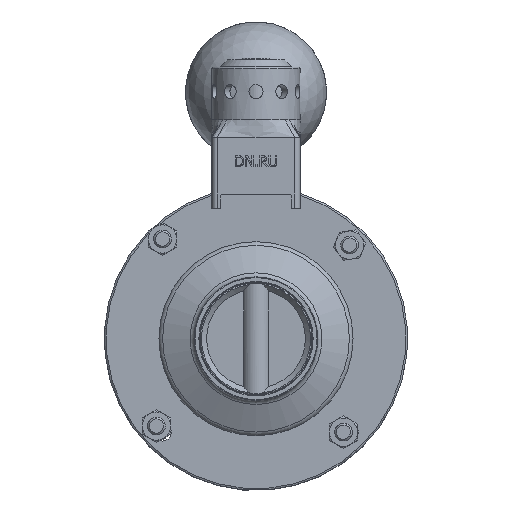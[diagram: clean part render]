
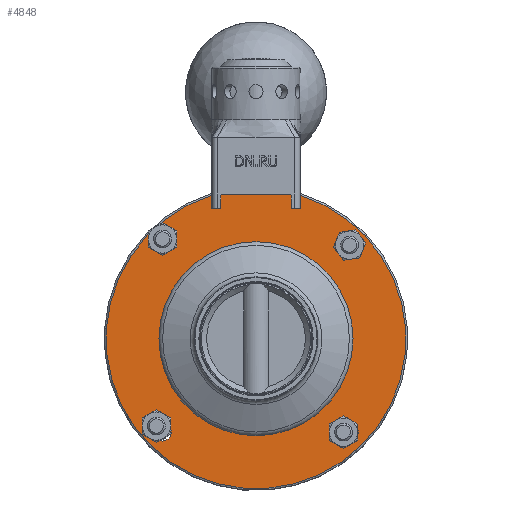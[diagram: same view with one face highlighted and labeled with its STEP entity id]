
A CAD part, top view. The second image highlights one B-rep face of the part: STEP entity #4848.
In plain terms, the highlighted planar face has unit normal (0, 0, 1).
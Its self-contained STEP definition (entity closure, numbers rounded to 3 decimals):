
#126=FACE_BOUND('',#1437,.T.);
#127=FACE_BOUND('',#1438,.T.);
#128=FACE_BOUND('',#1439,.T.);
#129=FACE_BOUND('',#1440,.T.);
#130=FACE_BOUND('',#1441,.T.);
#216=PLANE('',#5302);
#464=LINE('',#9249,#784);
#467=LINE('',#9259,#787);
#490=LINE('',#9553,#810);
#505=LINE('',#9581,#825);
#506=LINE('',#9607,#826);
#507=LINE('',#9608,#827);
#784=VECTOR('',#6102,10.);
#787=VECTOR('',#6111,10.);
#810=VECTOR('',#6160,10.);
#825=VECTOR('',#6185,10.);
#826=VECTOR('',#6204,10.);
#827=VECTOR('',#6205,10.);
#1163=FACE_OUTER_BOUND('',#1436,.T.);
#1436=EDGE_LOOP('',(#3965,#3966,#3967,#3968,#3969,#3970,#3971,#3972));
#1437=EDGE_LOOP('',(#3973));
#1438=EDGE_LOOP('',(#3974));
#1439=EDGE_LOOP('',(#3975));
#1440=EDGE_LOOP('',(#3976));
#1441=EDGE_LOOP('',(#3977));
#1759=CIRCLE('',#5221,42.5);
#1807=CIRCLE('',#5303,43.);
#1808=CIRCLE('',#5304,27.5);
#1809=CIRCLE('',#5305,2.5);
#1810=CIRCLE('',#5306,2.5);
#1811=CIRCLE('',#5307,2.5);
#1812=CIRCLE('',#5308,2.5);
#2131=VERTEX_POINT('',#8303);
#2134=VERTEX_POINT('',#8317);
#2221=VERTEX_POINT('',#9246);
#2222=VERTEX_POINT('',#9248);
#2225=VERTEX_POINT('',#9256);
#2226=VERTEX_POINT('',#9258);
#2252=VERTEX_POINT('',#9579);
#2260=VERTEX_POINT('',#9605);
#2261=VERTEX_POINT('',#9609);
#2262=VERTEX_POINT('',#9611);
#2263=VERTEX_POINT('',#9613);
#2264=VERTEX_POINT('',#9615);
#2265=VERTEX_POINT('',#9617);
#2700=EDGE_CURVE('',#2134,#2131,#1759,.T.);
#2810=EDGE_CURVE('',#2222,#2221,#464,.T.);
#2815=EDGE_CURVE('',#2226,#2225,#467,.T.);
#2848=EDGE_CURVE('',#2134,#2222,#490,.T.);
#2863=EDGE_CURVE('',#2221,#2252,#505,.T.);
#2872=EDGE_CURVE('',#2252,#2260,#1807,.T.);
#2873=EDGE_CURVE('',#2260,#2226,#506,.T.);
#2874=EDGE_CURVE('',#2225,#2131,#507,.T.);
#2875=EDGE_CURVE('',#2261,#2261,#1808,.T.);
#2876=EDGE_CURVE('',#2262,#2262,#1809,.T.);
#2877=EDGE_CURVE('',#2263,#2263,#1810,.T.);
#2878=EDGE_CURVE('',#2264,#2264,#1811,.T.);
#2879=EDGE_CURVE('',#2265,#2265,#1812,.T.);
#3965=ORIENTED_EDGE('',*,*,#2700,.F.);
#3966=ORIENTED_EDGE('',*,*,#2848,.T.);
#3967=ORIENTED_EDGE('',*,*,#2810,.T.);
#3968=ORIENTED_EDGE('',*,*,#2863,.T.);
#3969=ORIENTED_EDGE('',*,*,#2872,.T.);
#3970=ORIENTED_EDGE('',*,*,#2873,.T.);
#3971=ORIENTED_EDGE('',*,*,#2815,.T.);
#3972=ORIENTED_EDGE('',*,*,#2874,.T.);
#3973=ORIENTED_EDGE('',*,*,#2875,.T.);
#3974=ORIENTED_EDGE('',*,*,#2876,.T.);
#3975=ORIENTED_EDGE('',*,*,#2877,.T.);
#3976=ORIENTED_EDGE('',*,*,#2878,.T.);
#3977=ORIENTED_EDGE('',*,*,#2879,.T.);
#4848=ADVANCED_FACE('',(#1163,#126,#127,#128,#129,#130),#216,.T.);
#5221=AXIS2_PLACEMENT_3D('',#8328,#5966,#5967);
#5302=AXIS2_PLACEMENT_3D('',#9604,#6200,#6201);
#5303=AXIS2_PLACEMENT_3D('',#9606,#6202,#6203);
#5304=AXIS2_PLACEMENT_3D('',#9610,#6206,#6207);
#5305=AXIS2_PLACEMENT_3D('',#9612,#6208,#6209);
#5306=AXIS2_PLACEMENT_3D('',#9614,#6210,#6211);
#5307=AXIS2_PLACEMENT_3D('',#9616,#6212,#6213);
#5308=AXIS2_PLACEMENT_3D('',#9618,#6214,#6215);
#5966=DIRECTION('center_axis',(0.,0.,-1.));
#5967=DIRECTION('ref_axis',(0.,-1.,0.));
#6102=DIRECTION('',(-1.,0.,0.));
#6111=DIRECTION('',(-1.,0.,0.));
#6160=DIRECTION('',(0.,-1.,0.));
#6185=DIRECTION('',(0.,1.,0.));
#6200=DIRECTION('center_axis',(0.,0.,1.));
#6201=DIRECTION('ref_axis',(1.,0.,0.));
#6202=DIRECTION('center_axis',(0.,0.,1.));
#6203=DIRECTION('ref_axis',(1.,0.,0.));
#6204=DIRECTION('',(0.,-1.,0.));
#6205=DIRECTION('',(0.,1.,0.));
#6206=DIRECTION('center_axis',(0.,0.,-1.));
#6207=DIRECTION('ref_axis',(1.,0.,0.));
#6208=DIRECTION('center_axis',(0.,0.,-1.));
#6209=DIRECTION('ref_axis',(-1.,0.,0.));
#6210=DIRECTION('center_axis',(0.,0.,-1.));
#6211=DIRECTION('ref_axis',(-1.,0.,0.));
#6212=DIRECTION('center_axis',(0.,0.,-1.));
#6213=DIRECTION('ref_axis',(-1.,0.,0.));
#6214=DIRECTION('center_axis',(0.,0.,-1.));
#6215=DIRECTION('ref_axis',(-1.,0.,0.));
#8303=CARTESIAN_POINT('',(-12.5,40.62,10.1));
#8317=CARTESIAN_POINT('',(12.5,40.62,10.1));
#8328=CARTESIAN_POINT('Origin',(0.,0.,10.1));
#9246=CARTESIAN_POINT('',(11.5,37.,10.1));
#9248=CARTESIAN_POINT('',(12.5,37.,10.1));
#9249=CARTESIAN_POINT('',(0.,37.,10.1));
#9256=CARTESIAN_POINT('',(-12.5,37.,10.1));
#9258=CARTESIAN_POINT('',(-11.5,37.,10.1));
#9259=CARTESIAN_POINT('',(0.,37.,10.1));
#9553=CARTESIAN_POINT('',(12.5,28.5,10.1));
#9579=CARTESIAN_POINT('',(11.5,41.434,10.1));
#9581=CARTESIAN_POINT('',(11.5,28.5,10.1));
#9604=CARTESIAN_POINT('Origin',(0.,0.,10.1));
#9605=CARTESIAN_POINT('',(-11.5,41.434,10.1));
#9606=CARTESIAN_POINT('Origin',(0.,0.,10.1));
#9607=CARTESIAN_POINT('',(-11.5,28.5,10.1));
#9608=CARTESIAN_POINT('',(-12.5,28.5,10.1));
#9609=CARTESIAN_POINT('',(-27.5,0.,10.1));
#9610=CARTESIAN_POINT('Origin',(0.,0.,10.1));
#9611=CARTESIAN_POINT('',(29.017,26.517,10.1));
#9612=CARTESIAN_POINT('Origin',(26.517,26.517,10.1));
#9613=CARTESIAN_POINT('',(-24.017,26.517,10.1));
#9614=CARTESIAN_POINT('Origin',(-26.517,26.517,10.1));
#9615=CARTESIAN_POINT('',(-24.017,-26.517,10.1));
#9616=CARTESIAN_POINT('Origin',(-26.517,-26.517,10.1));
#9617=CARTESIAN_POINT('',(29.017,-26.517,10.1));
#9618=CARTESIAN_POINT('Origin',(26.517,-26.517,10.1));
